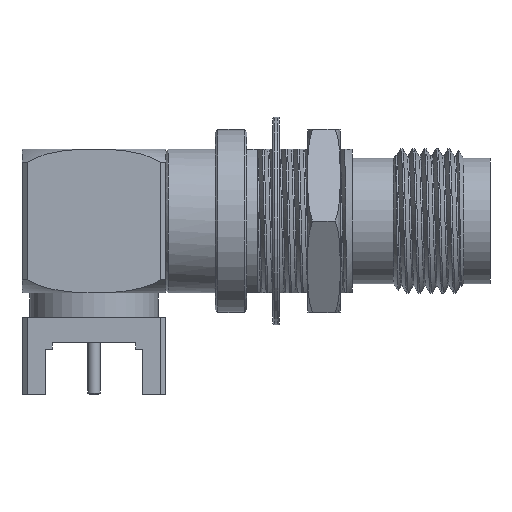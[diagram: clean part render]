
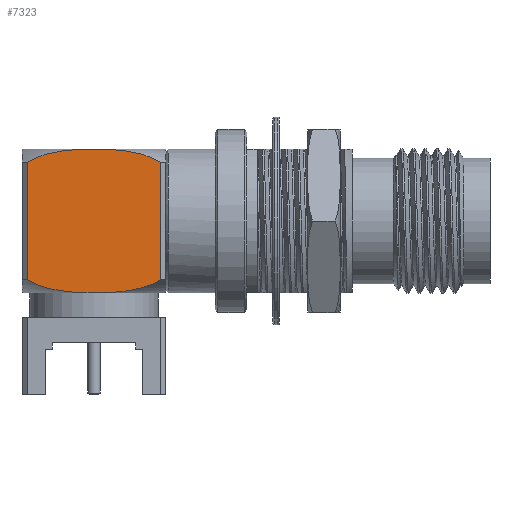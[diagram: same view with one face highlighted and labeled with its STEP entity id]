
A CAD part, left-side view. The second image highlights one B-rep face of the part: STEP entity #7323.
In plain terms, the highlighted planar face has unit normal (-1, 0, 0).
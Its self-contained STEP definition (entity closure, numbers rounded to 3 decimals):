
#389=B_SPLINE_CURVE_WITH_KNOTS('',3,(#35545,#35546,#35547,#35548,#35549),
 .UNSPECIFIED.,.F.,.F.,(4,1,4),(0.033,0.035,0.037),
 .UNSPECIFIED.);
#398=B_SPLINE_CURVE_WITH_KNOTS('',3,(#35625,#35626,#35627,#35628,#35629),
 .UNSPECIFIED.,.F.,.F.,(4,1,4),(0.001,0.003,
0.005),.UNSPECIFIED.);
#399=B_SPLINE_CURVE_WITH_KNOTS('',3,(#35633,#35634,#35635,#35636,#35637,
#35638,#35639),.UNSPECIFIED.,.F.,.F.,(4,1,1,1,4),(0.033,0.035,
0.038,0.04,0.043),.UNSPECIFIED.);
#935=LINE('',#35588,#1424);
#942=LINE('',#35623,#1431);
#943=LINE('',#35631,#1432);
#1424=VECTOR('',#11573,1000.);
#1431=VECTOR('',#11590,1000.);
#1432=VECTOR('',#11593,1000.);
#3499=ORIENTED_EDGE('',*,*,#4736,.T.);
#3500=ORIENTED_EDGE('',*,*,#4737,.T.);
#3501=ORIENTED_EDGE('',*,*,#4738,.F.);
#3502=ORIENTED_EDGE('',*,*,#4723,.T.);
#3503=ORIENTED_EDGE('',*,*,#4714,.T.);
#3504=ORIENTED_EDGE('',*,*,#4735,.F.);
#4714=EDGE_CURVE('',#5507,#5508,#389,.T.);
#4723=EDGE_CURVE('',#5516,#5507,#935,.T.);
#4735=EDGE_CURVE('',#5523,#5508,#942,.T.);
#4736=EDGE_CURVE('',#5523,#5524,#398,.T.);
#4737=EDGE_CURVE('',#5524,#5525,#943,.T.);
#4738=EDGE_CURVE('',#5516,#5525,#399,.T.);
#5507=VERTEX_POINT('',#35550);
#5508=VERTEX_POINT('',#35551);
#5516=VERTEX_POINT('',#35589);
#5523=VERTEX_POINT('',#35622);
#5524=VERTEX_POINT('',#35630);
#5525=VERTEX_POINT('',#35632);
#6280=EDGE_LOOP('',(#3499,#3500,#3501,#3502,#3503,#3504));
#6748=FACE_BOUND('',#6280,.T.);
#6949=PLANE('',#10005);
#7323=ADVANCED_FACE('',(#6748),#6949,.T.);
#10005=AXIS2_PLACEMENT_3D('',#35624,#11591,#11592);
#11573=DIRECTION('',(0.,0.,-1.));
#11590=DIRECTION('',(0.,1.,0.));
#11591=DIRECTION('',(-1.,0.,0.));
#11592=DIRECTION('',(0.,0.,1.));
#11593=DIRECTION('',(0.,0.,1.));
#35545=CARTESIAN_POINT('',(-5.5,5.1,-4.509));
#35546=CARTESIAN_POINT('',(-5.5,4.415,-4.908));
#35547=CARTESIAN_POINT('',(-5.5,2.889,-5.378));
#35548=CARTESIAN_POINT('',(-5.5,1.318,-5.474));
#35549=CARTESIAN_POINT('',(-5.5,0.531,-5.49));
#35550=CARTESIAN_POINT('',(-5.5,5.1,-4.509));
#35551=CARTESIAN_POINT('',(-5.5,0.531,-5.49));
#35588=CARTESIAN_POINT('',(-5.5,5.1,-9.8));
#35589=CARTESIAN_POINT('',(-5.5,5.1,4.509));
#35622=CARTESIAN_POINT('',(-5.5,-0.531,-5.49));
#35623=CARTESIAN_POINT('',(-5.5,-5.5,-5.49));
#35624=CARTESIAN_POINT('',(-5.5,-5.5,-9.8));
#35625=CARTESIAN_POINT('',(-5.5,-0.531,-5.49));
#35626=CARTESIAN_POINT('',(-5.5,-1.318,-5.474));
#35627=CARTESIAN_POINT('',(-5.5,-2.891,-5.378));
#35628=CARTESIAN_POINT('',(-5.5,-4.416,-4.907));
#35629=CARTESIAN_POINT('',(-5.5,-5.1,-4.509));
#35630=CARTESIAN_POINT('',(-5.5,-5.1,-4.509));
#35631=CARTESIAN_POINT('',(-5.5,-5.1,4.25));
#35632=CARTESIAN_POINT('',(-5.5,-5.1,4.509));
#35633=CARTESIAN_POINT('',(-5.5,5.1,4.509));
#35634=CARTESIAN_POINT('',(-5.5,4.34,4.952));
#35635=CARTESIAN_POINT('',(-5.5,2.632,5.431));
#35636=CARTESIAN_POINT('',(-5.5,0.018,5.527));
#35637=CARTESIAN_POINT('',(-5.5,-2.621,5.434));
#35638=CARTESIAN_POINT('',(-5.5,-4.337,4.953));
#35639=CARTESIAN_POINT('',(-5.5,-5.1,4.509));
